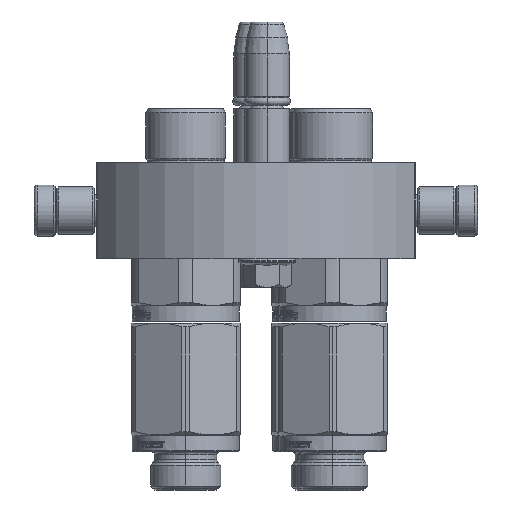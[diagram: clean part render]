
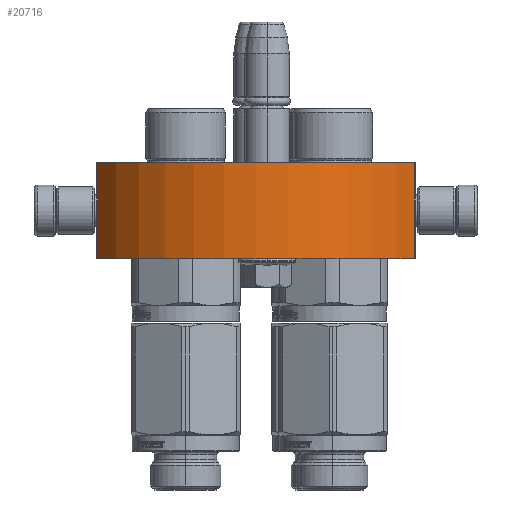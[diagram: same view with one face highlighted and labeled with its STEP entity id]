
A CAD part, left-side view. The second image highlights one B-rep face of the part: STEP entity #20716.
In plain terms, the highlighted cylindrical face has radius 57.25 mm (diameter 114.5 mm), a partial arc.
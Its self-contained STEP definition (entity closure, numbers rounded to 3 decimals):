
#2297 = EDGE_CURVE ( 'NONE', #15836, #19273, #18144, .T. ) ;
#2448 = FACE_OUTER_BOUND ( 'NONE', #17434, .T. ) ;
#2499 = VECTOR ( 'NONE', #36570, 1000. ) ;
#3036 = CARTESIAN_POINT ( 'NONE',  ( -49.5, 0., -28.763 ) ) ;
#4343 = AXIS2_PLACEMENT_3D ( 'NONE', #10792, #21017, #30929 ) ;
#6325 = ORIENTED_EDGE ( 'NONE', *, *, #29703, .F. ) ;
#9561 = CARTESIAN_POINT ( 'NONE',  ( 0., 0., 0. ) ) ;
#10792 = CARTESIAN_POINT ( 'NONE',  ( 0., 0., 0. ) ) ;
#11223 = AXIS2_PLACEMENT_3D ( 'NONE', #9561, #26198, #42542 ) ;
#11560 = CARTESIAN_POINT ( 'NONE',  ( 49.5, 30., -28.763 ) ) ;
#12713 = ORIENTED_EDGE ( 'NONE', *, *, #2297, .T. ) ;
#14257 = AXIS2_PLACEMENT_3D ( 'NONE', #20482, #27452, #30697 ) ;
#14444 = DIRECTION ( 'NONE',  ( 0., 1., 0. ) ) ;
#15836 = VERTEX_POINT ( 'NONE', #3036 ) ;
#16568 = CYLINDRICAL_SURFACE ( 'NONE', #11223, 57.25 ) ;
#17232 = VERTEX_POINT ( 'NONE', #11560 ) ;
#17434 = EDGE_LOOP ( 'NONE', ( #34234, #6325, #37541, #12713 ) ) ;
#18144 = LINE ( 'NONE', #40995, #42653 ) ;
#19273 = VERTEX_POINT ( 'NONE', #30421 ) ;
#20482 = CARTESIAN_POINT ( 'NONE',  ( 0., 30., 0. ) ) ;
#20716 = ADVANCED_FACE ( 'NONE', ( #2448 ), #16568, .T. ) ;
#21017 = DIRECTION ( 'NONE',  ( 0., 1., 0. ) ) ;
#24925 = EDGE_CURVE ( 'NONE', #38134, #15836, #39838, .T. ) ;
#26198 = DIRECTION ( 'NONE',  ( 0., -1., 0. ) ) ;
#27452 = DIRECTION ( 'NONE',  ( 0., 1., 0. ) ) ;
#29703 = EDGE_CURVE ( 'NONE', #38134, #17232, #35895, .T. ) ;
#30421 = CARTESIAN_POINT ( 'NONE',  ( -49.5, 30., -28.763 ) ) ;
#30697 = DIRECTION ( 'NONE',  ( 0.865, 0., -0.502 ) ) ;
#30929 = DIRECTION ( 'NONE',  ( 0.865, 0., -0.502 ) ) ;
#31401 = CARTESIAN_POINT ( 'NONE',  ( 49.5, 0., -28.763 ) ) ;
#32829 = CIRCLE ( 'NONE', #14257, 57.25 ) ;
#34234 = ORIENTED_EDGE ( 'NONE', *, *, #42713, .F. ) ;
#35259 = CARTESIAN_POINT ( 'NONE',  ( 49.5, 0., -28.763 ) ) ;
#35895 = LINE ( 'NONE', #35259, #2499 ) ;
#36570 = DIRECTION ( 'NONE',  ( 0., 1., 0. ) ) ;
#37541 = ORIENTED_EDGE ( 'NONE', *, *, #24925, .T. ) ;
#38134 = VERTEX_POINT ( 'NONE', #31401 ) ;
#39838 = CIRCLE ( 'NONE', #4343, 57.25 ) ;
#40995 = CARTESIAN_POINT ( 'NONE',  ( -49.5, 0., -28.763 ) ) ;
#42542 = DIRECTION ( 'NONE',  ( 1., 0., 0. ) ) ;
#42653 = VECTOR ( 'NONE', #14444, 1000. ) ;
#42713 = EDGE_CURVE ( 'NONE', #17232, #19273, #32829, .T. ) ;
